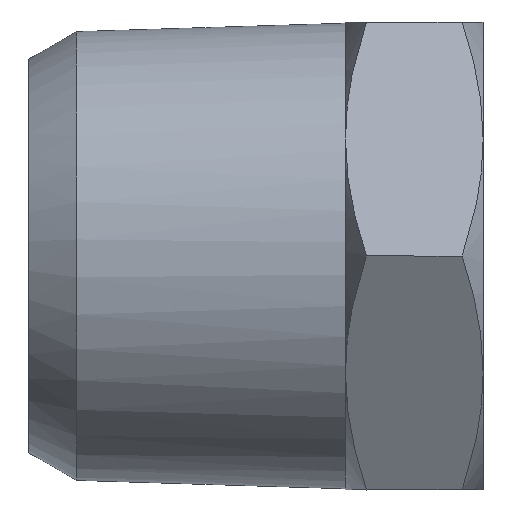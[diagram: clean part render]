
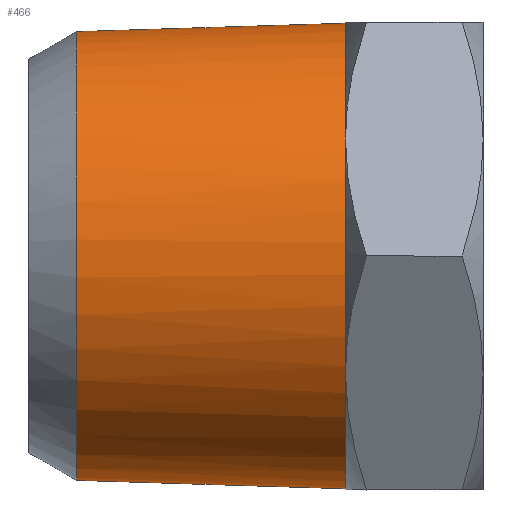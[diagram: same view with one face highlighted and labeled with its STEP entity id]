
A CAD part, left-side view. The second image highlights one B-rep face of the part: STEP entity #466.
In plain terms, the highlighted free-form (B-spline) face has degree [1, 3] with [2, 4] control points.
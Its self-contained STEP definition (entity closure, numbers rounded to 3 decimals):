
#32 = CARTESIAN_POINT ( 'NONE',  ( 0., 14.768, 8.15 ) ) ;
#43 = CARTESIAN_POINT ( 'NONE',  ( -16.3, 14.768, -8.15 ) ) ;
#90 = CARTESIAN_POINT ( 'NONE',  ( -8.401, 5., -1.105 ) ) ;
#107 = CARTESIAN_POINT ( 'NONE',  ( -2.723, 5., 8.024 ) ) ;
#126 =( BOUNDED_SURFACE ( )  B_SPLINE_SURFACE ( 1, 3, ( 
 ( #977, #199, #1117, #1406 ),
 ( #626, #1397, #481, #340 ) ),
 .UNSPECIFIED., .F., .F., .F. ) 
 B_SPLINE_SURFACE_WITH_KNOTS ( ( 2, 2 ),
 ( 4, 4 ),
 ( 0., 1. ),
 ( 0., 1. ),
 .UNSPECIFIED. ) 
 GEOMETRIC_REPRESENTATION_ITEM ( )  RATIONAL_B_SPLINE_SURFACE ( (
 ( 1., 0.333, 0.333, 1.),
 ( 1., 0.333, 0.333, 1.) ) ) 
 REPRESENTATION_ITEM ( '' )  SURFACE ( )  );
#129 = CARTESIAN_POINT ( 'NONE',  ( -1.105, 5., -8.401 ) ) ;
#141 = CARTESIAN_POINT ( 'NONE',  ( -6.371, 5., -5.586 ) ) ;
#156 = EDGE_CURVE ( 'NONE', #1487, #872, #802, .T. ) ;
#199 = CARTESIAN_POINT ( 'NONE',  ( -16.3, 14.768, 8.15 ) ) ;
#230 = CARTESIAN_POINT ( 'NONE',  ( -8.184, 5., 2.194 ) ) ;
#236 = CARTESIAN_POINT ( 'NONE',  ( -6.722, 5., 5.159 ) ) ;
#340 = CARTESIAN_POINT ( 'NONE',  ( 0., 5., -8.455 ) ) ;
#351 = CARTESIAN_POINT ( 'NONE',  ( -5.586, 5., 6.371 ) ) ;
#360 = CARTESIAN_POINT ( 'NONE',  ( -8.455, 5., -0.555 ) ) ;
#365 = CARTESIAN_POINT ( 'NONE',  ( -7.339, 5., 4.236 ) ) ;
#383 = CARTESIAN_POINT ( 'NONE',  ( -4.236, 5., -7.339 ) ) ;
#409 = EDGE_LOOP ( 'NONE', ( #1283, #953, #1183, #713 ) ) ;
#434 = CARTESIAN_POINT ( 'NONE',  ( 0., 14.768, -8.15 ) ) ;
#466 = ADVANCED_FACE ( 'NONE', ( #1342 ), #126, .F. ) ;
#481 = CARTESIAN_POINT ( 'NONE',  ( -16.911, 5., -8.455 ) ) ;
#495 = EDGE_CURVE ( 'NONE', #1450, #1144, #1269, .T. ) ;
#524 = CARTESIAN_POINT ( 'NONE',  ( -8.184, 5., -2.194 ) ) ;
#537 = CARTESIAN_POINT ( 'NONE',  ( -2.194, 5., -8.184 ) ) ;
#615 = CARTESIAN_POINT ( 'NONE',  ( 0., 5., 8.455 ) ) ;
#626 = CARTESIAN_POINT ( 'NONE',  ( 0., 5., 8.455 ) ) ;
#646 = CARTESIAN_POINT ( 'NONE',  ( 0., 5., -8.455 ) ) ;
#700 = CARTESIAN_POINT ( 'NONE',  ( -16.3, 14.768, 8.15 ) ) ;
#713 = ORIENTED_EDGE ( 'NONE', *, *, #968, .F. ) ;
#757 = CARTESIAN_POINT ( 'NONE',  ( -6.371, 5., 5.586 ) ) ;
#761 = CARTESIAN_POINT ( 'NONE',  ( 0., 14.768, 8.15 ) ) ;
#769 = CARTESIAN_POINT ( 'NONE',  ( -8.455, 5., 0.555 ) ) ;
#780 = CARTESIAN_POINT ( 'NONE',  ( -7.339, 5., -4.236 ) ) ;
#802 =( BOUNDED_CURVE ( )  B_SPLINE_CURVE ( 3, ( #1603, #43, #700, #32 ),
 .UNSPECIFIED., .F., .F. ) 
 B_SPLINE_CURVE_WITH_KNOTS ( ( 4, 4 ),
 ( -3.142, 0. ),
 .UNSPECIFIED. ) 
 CURVE ( )  GEOMETRIC_REPRESENTATION_ITEM ( )  RATIONAL_B_SPLINE_CURVE ( ( 1., 0.333, 0.333, 1. ) ) 
 REPRESENTATION_ITEM ( '' )  );
#846 = B_SPLINE_CURVE_WITH_KNOTS ( 'NONE', 1,
 ( #761, #1150 ),
 .UNSPECIFIED., .F., .F.,
 ( 2, 2 ),
 ( -1., 0. ),
 .UNSPECIFIED. ) ;
#872 = VERTEX_POINT ( 'NONE', #1677 ) ;
#876 = CARTESIAN_POINT ( 'NONE',  ( -5.159, 5., 6.722 ) ) ;
#922 = CARTESIAN_POINT ( 'NONE',  ( -6.722, 5., -5.159 ) ) ;
#953 = ORIENTED_EDGE ( 'NONE', *, *, #1502, .F. ) ;
#968 = EDGE_CURVE ( 'NONE', #872, #1450, #846, .T. ) ;
#977 = CARTESIAN_POINT ( 'NONE',  ( 0., 14.768, 8.15 ) ) ;
#1013 = B_SPLINE_CURVE_WITH_KNOTS ( 'NONE', 1,
 ( #646, #1050 ),
 .UNSPECIFIED., .F., .F.,
 ( 2, 2 ),
 ( -1., 0. ),
 .UNSPECIFIED. ) ;
#1039 = CARTESIAN_POINT ( 'NONE',  ( -0.555, 5., -8.455 ) ) ;
#1050 = CARTESIAN_POINT ( 'NONE',  ( 0., 14.768, -8.15 ) ) ;
#1117 = CARTESIAN_POINT ( 'NONE',  ( -16.3, 14.768, -8.15 ) ) ;
#1144 = VERTEX_POINT ( 'NONE', #1509 ) ;
#1150 = CARTESIAN_POINT ( 'NONE',  ( 0., 5., 8.455 ) ) ;
#1151 = CARTESIAN_POINT ( 'NONE',  ( -0.555, 5., 8.455 ) ) ;
#1162 = CARTESIAN_POINT ( 'NONE',  ( -7.599, 5., 3.749 ) ) ;
#1168 = CARTESIAN_POINT ( 'NONE',  ( -8.024, 5., -2.723 ) ) ;
#1183 = ORIENTED_EDGE ( 'NONE', *, *, #495, .F. ) ;
#1186 = CARTESIAN_POINT ( 'NONE',  ( -5.159, 5., -6.722 ) ) ;
#1192 = CARTESIAN_POINT ( 'NONE',  ( -5.586, 5., -6.371 ) ) ;
#1269 = B_SPLINE_CURVE_WITH_KNOTS ( 'NONE', 3,
 ( #615, #1151, #1545, #1679, #107, #1534, #1663, #876, #351, #757, #236, #365, #1162, #1413, #230, #1559, #769, #360, #90, #524, #1168, #1452, #780, #922, #141, #1192, #1186, #383, #1442, #1316, #537, #129, #1039, #1580 ),
 .UNSPECIFIED., .F., .F.,
 ( 4, 2, 2, 2, 2, 2, 2, 2, 2, 2, 2, 2, 2, 2, 2, 2, 4 ),
 ( 0., 0.196, 0.393, 0.589, 0.785, 0.982, 1.178, 1.374, 1.571, 1.767, 1.963, 2.16, 2.356, 2.553, 2.749, 2.945, 3.142 ),
 .UNSPECIFIED. ) ;
#1283 = ORIENTED_EDGE ( 'NONE', *, *, #156, .F. ) ;
#1316 = CARTESIAN_POINT ( 'NONE',  ( -2.723, 5., -8.024 ) ) ;
#1342 = FACE_OUTER_BOUND ( 'NONE', #409, .T. ) ;
#1397 = CARTESIAN_POINT ( 'NONE',  ( -16.911, 5., 8.455 ) ) ;
#1406 = CARTESIAN_POINT ( 'NONE',  ( 0., 14.768, -8.15 ) ) ;
#1413 = CARTESIAN_POINT ( 'NONE',  ( -8.024, 5., 2.723 ) ) ;
#1442 = CARTESIAN_POINT ( 'NONE',  ( -3.749, 5., -7.599 ) ) ;
#1450 = VERTEX_POINT ( 'NONE', #1689 ) ;
#1452 = CARTESIAN_POINT ( 'NONE',  ( -7.599, 5., -3.749 ) ) ;
#1487 = VERTEX_POINT ( 'NONE', #434 ) ;
#1502 = EDGE_CURVE ( 'NONE', #1144, #1487, #1013, .T. ) ;
#1509 = CARTESIAN_POINT ( 'NONE',  ( 0., 5., -8.455 ) ) ;
#1534 = CARTESIAN_POINT ( 'NONE',  ( -3.749, 5., 7.599 ) ) ;
#1545 = CARTESIAN_POINT ( 'NONE',  ( -1.105, 5., 8.401 ) ) ;
#1559 = CARTESIAN_POINT ( 'NONE',  ( -8.401, 5., 1.105 ) ) ;
#1580 = CARTESIAN_POINT ( 'NONE',  ( 0., 5., -8.455 ) ) ;
#1603 = CARTESIAN_POINT ( 'NONE',  ( 0., 14.768, -8.15 ) ) ;
#1663 = CARTESIAN_POINT ( 'NONE',  ( -4.236, 5., 7.339 ) ) ;
#1677 = CARTESIAN_POINT ( 'NONE',  ( 0., 14.768, 8.15 ) ) ;
#1679 = CARTESIAN_POINT ( 'NONE',  ( -2.194, 5., 8.184 ) ) ;
#1689 = CARTESIAN_POINT ( 'NONE',  ( 0., 5., 8.455 ) ) ;
